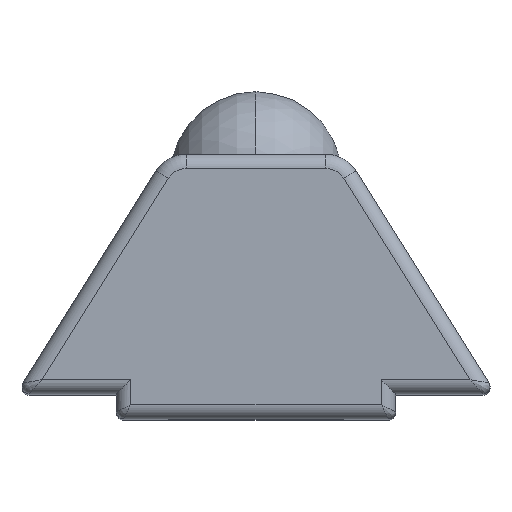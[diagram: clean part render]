
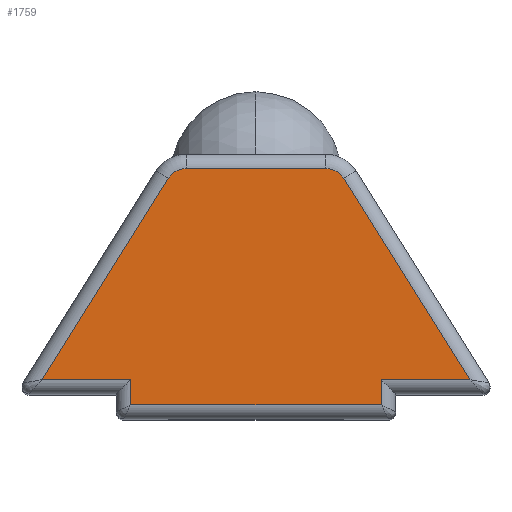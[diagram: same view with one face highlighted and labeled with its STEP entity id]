
A CAD part, top view. The second image highlights one B-rep face of the part: STEP entity #1759.
In plain terms, the highlighted planar face has unit normal (0, 0, 1).
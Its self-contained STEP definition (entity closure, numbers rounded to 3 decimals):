
#29 = DIRECTION ( 'NONE',  ( 0., 0., 1. ) ) ;
#128 = LINE ( 'NONE', #3309, #1625 ) ;
#130 = CARTESIAN_POINT ( 'NONE',  ( -1.947, 6.4, 22. ) ) ;
#256 = CARTESIAN_POINT ( 'NONE',  ( 2.455, 6.719, 22. ) ) ;
#313 = AXIS2_PLACEMENT_3D ( 'NONE', #370, #1281, #1997 ) ;
#370 = CARTESIAN_POINT ( 'NONE',  ( 1.947, 6.4, 22. ) ) ;
#433 = CARTESIAN_POINT ( 'NONE',  ( 3.5, 0.7, 22. ) ) ;
#452 = CARTESIAN_POINT ( 'NONE',  ( 0., 0., 22. ) ) ;
#555 = VERTEX_POINT ( 'NONE', #2855 ) ;
#575 = EDGE_CURVE ( 'NONE', #4714, #4170, #4039, .T. ) ;
#655 = DIRECTION ( 'NONE',  ( -0.531, 0.847, 0. ) ) ;
#717 = ORIENTED_EDGE ( 'NONE', *, *, #3983, .T. ) ;
#730 = VERTEX_POINT ( 'NONE', #5067 ) ;
#737 = VECTOR ( 'NONE', #2006, 1000. ) ;
#788 = CARTESIAN_POINT ( 'NONE',  ( -1.947, 7., 22. ) ) ;
#797 = CARTESIAN_POINT ( 'NONE',  ( -2.455, 6.719, 22. ) ) ;
#835 = VECTOR ( 'NONE', #2968, 1000. ) ;
#874 = VERTEX_POINT ( 'NONE', #797 ) ;
#905 = CARTESIAN_POINT ( 'NONE',  ( 6.339, 1.1, 22. ) ) ;
#941 = DIRECTION ( 'NONE',  ( 0., 0., -1. ) ) ;
#1030 = DIRECTION ( 'NONE',  ( -0.531, -0.847, 0. ) ) ;
#1057 = EDGE_CURVE ( 'NONE', #874, #730, #4633, .T. ) ;
#1098 = ORIENTED_EDGE ( 'NONE', *, *, #1381, .T. ) ;
#1233 = DIRECTION ( 'NONE',  ( 0., 1., 0. ) ) ;
#1274 = VERTEX_POINT ( 'NONE', #3100 ) ;
#1281 = DIRECTION ( 'NONE',  ( 0., 0., 1. ) ) ;
#1381 = EDGE_CURVE ( 'NONE', #1456, #3882, #3820, .T. ) ;
#1442 = CIRCLE ( 'NONE', #3905, 0.6 ) ;
#1456 = VERTEX_POINT ( 'NONE', #256 ) ;
#1621 = ORIENTED_EDGE ( 'NONE', *, *, #1057, .T. ) ;
#1625 = VECTOR ( 'NONE', #3385, 1000. ) ;
#1756 = DIRECTION ( 'NONE',  ( -1., 0., 0. ) ) ;
#1757 = FACE_OUTER_BOUND ( 'NONE', #2098, .T. ) ;
#1759 = ADVANCED_FACE ( 'NONE', ( #1757 ), #2477, .F. ) ;
#1772 = LINE ( 'NONE', #2175, #835 ) ;
#1997 = DIRECTION ( 'NONE',  ( -1., 0., 0. ) ) ;
#2006 = DIRECTION ( 'NONE',  ( 1., 0., 0. ) ) ;
#2037 = VECTOR ( 'NONE', #655, 1000. ) ;
#2085 = ORIENTED_EDGE ( 'NONE', *, *, #4187, .T. ) ;
#2098 = EDGE_LOOP ( 'NONE', ( #2283, #4700, #4279, #717, #2085, #1098, #5021, #4950, #1621, #4570 ) ) ;
#2132 = EDGE_CURVE ( 'NONE', #2467, #874, #1442, .T. ) ;
#2175 = CARTESIAN_POINT ( 'NONE',  ( -3.9, 1.1, 22. ) ) ;
#2283 = ORIENTED_EDGE ( 'NONE', *, *, #3760, .T. ) ;
#2370 = VECTOR ( 'NONE', #1233, 1000. ) ;
#2467 = VERTEX_POINT ( 'NONE', #788 ) ;
#2474 = LINE ( 'NONE', #905, #4086 ) ;
#2477 = PLANE ( 'NONE',  #2695 ) ;
#2550 = EDGE_CURVE ( 'NONE', #4170, #4096, #3768, .T. ) ;
#2676 = LINE ( 'NONE', #5206, #2037 ) ;
#2695 = AXIS2_PLACEMENT_3D ( 'NONE', #452, #941, #2901 ) ;
#2810 = EDGE_CURVE ( 'NONE', #3882, #2467, #128, .T. ) ;
#2855 = CARTESIAN_POINT ( 'NONE',  ( 5.977, 1.1, 22. ) ) ;
#2857 = LINE ( 'NONE', #4815, #4512 ) ;
#2901 = DIRECTION ( 'NONE',  ( -1., 0., 0. ) ) ;
#2968 = DIRECTION ( 'NONE',  ( 1., 0., 0. ) ) ;
#3026 = CARTESIAN_POINT ( 'NONE',  ( -4.786, 3., 22. ) ) ;
#3100 = CARTESIAN_POINT ( 'NONE',  ( -3.5, 1.1, 22. ) ) ;
#3309 = CARTESIAN_POINT ( 'NONE',  ( 0., 7., 22. ) ) ;
#3385 = DIRECTION ( 'NONE',  ( -1., 0., 0. ) ) ;
#3608 = CARTESIAN_POINT ( 'NONE',  ( -3.5, 0.4, 22. ) ) ;
#3734 = DIRECTION ( 'NONE',  ( 1., 0., 0. ) ) ;
#3760 = EDGE_CURVE ( 'NONE', #1274, #4714, #2857, .T. ) ;
#3768 = LINE ( 'NONE', #433, #2370 ) ;
#3820 = CIRCLE ( 'NONE', #313, 0.6 ) ;
#3882 = VERTEX_POINT ( 'NONE', #4001 ) ;
#3905 = AXIS2_PLACEMENT_3D ( 'NONE', #130, #29, #1756 ) ;
#3983 = EDGE_CURVE ( 'NONE', #4096, #555, #2474, .T. ) ;
#3994 = CARTESIAN_POINT ( 'NONE',  ( 3.5, 0.4, 22. ) ) ;
#4001 = CARTESIAN_POINT ( 'NONE',  ( 1.947, 7., 22. ) ) ;
#4039 = LINE ( 'NONE', #4495, #737 ) ;
#4040 = DIRECTION ( 'NONE',  ( 0., -1., 0. ) ) ;
#4086 = VECTOR ( 'NONE', #3734, 1000. ) ;
#4096 = VERTEX_POINT ( 'NONE', #4976 ) ;
#4170 = VERTEX_POINT ( 'NONE', #3994 ) ;
#4187 = EDGE_CURVE ( 'NONE', #555, #1456, #2676, .T. ) ;
#4279 = ORIENTED_EDGE ( 'NONE', *, *, #2550, .T. ) ;
#4495 = CARTESIAN_POINT ( 'NONE',  ( 3.7, 0.4, 22. ) ) ;
#4512 = VECTOR ( 'NONE', #4040, 1000. ) ;
#4570 = ORIENTED_EDGE ( 'NONE', *, *, #5144, .T. ) ;
#4633 = LINE ( 'NONE', #3026, #5162 ) ;
#4700 = ORIENTED_EDGE ( 'NONE', *, *, #575, .T. ) ;
#4714 = VERTEX_POINT ( 'NONE', #3608 ) ;
#4815 = CARTESIAN_POINT ( 'NONE',  ( -3.5, 0., 22. ) ) ;
#4950 = ORIENTED_EDGE ( 'NONE', *, *, #2132, .T. ) ;
#4976 = CARTESIAN_POINT ( 'NONE',  ( 3.5, 1.1, 22. ) ) ;
#5021 = ORIENTED_EDGE ( 'NONE', *, *, #2810, .T. ) ;
#5067 = CARTESIAN_POINT ( 'NONE',  ( -5.977, 1.1, 22. ) ) ;
#5144 = EDGE_CURVE ( 'NONE', #730, #1274, #1772, .T. ) ;
#5162 = VECTOR ( 'NONE', #1030, 1000. ) ;
#5206 = CARTESIAN_POINT ( 'NONE',  ( 2.455, 6.719, 22. ) ) ;
